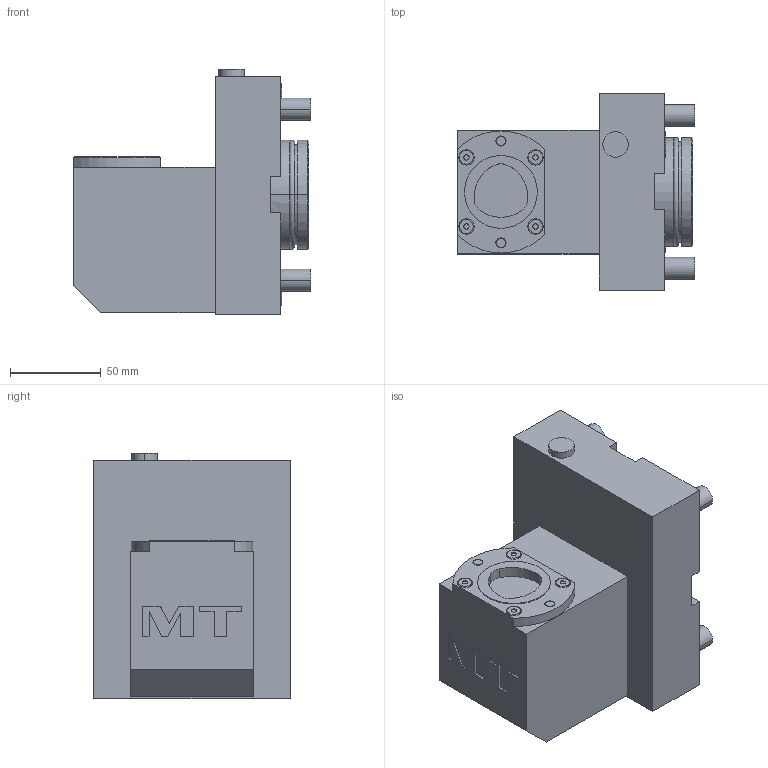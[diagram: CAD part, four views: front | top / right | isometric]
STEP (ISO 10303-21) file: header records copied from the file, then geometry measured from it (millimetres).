
FILE_DESCRIPTION((''),'2;1');
FILE_NAME('MNL0514010_CONF','2023-02-20T12:21:19',('sterribile'),('M.T. srl'),'CREO PARAMETRIC BY PTC INC, 2021072','CREO PARAMETRIC BY PTC INC, 2021072','');
FILE_SCHEMA(('CONFIG_CONTROL_DESIGN'));
Length unit declared in the file: millimetre
Products named in the file (1): MNL0514010_CONF
Bounding box: 130.5 x 108 x 135 mm (x, y, z)
Volume: 975421.6 mm3; surface area: 77635.5 mm2
Topology: 1 solids, 1 shells, 142 faces, 336 edges, 220 vertices
Faces by surface type: plane 74, cylinder 42, torus 14, cone 6, sphere 4, extrusion 2
Entity records: 4172 total; most frequent: DIRECTION 760, CARTESIAN_POINT 710, ORIENTED_EDGE 672, EDGE_CURVE 336, AXIS2_PLACEMENT_3D 286, VERTEX_POINT 220, VECTOR 188, LINE 186
